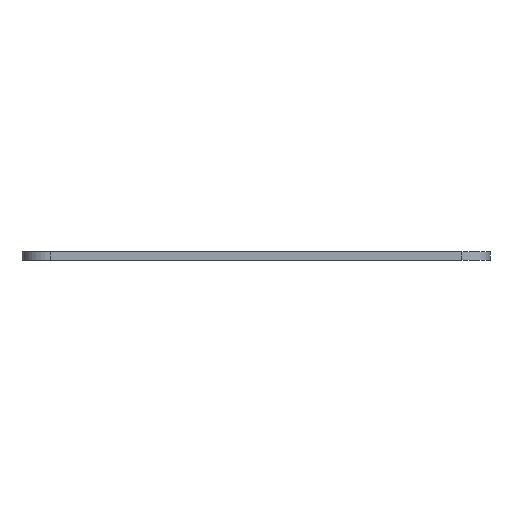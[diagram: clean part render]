
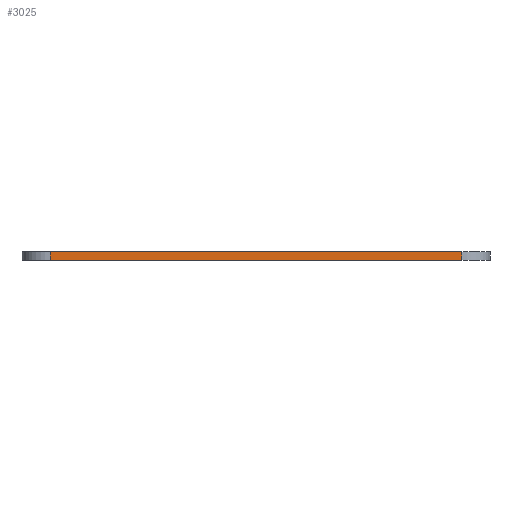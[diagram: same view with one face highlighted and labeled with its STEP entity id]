
A CAD part, left-side view. The second image highlights one B-rep face of the part: STEP entity #3025.
In plain terms, the highlighted planar face has unit normal (-1, 0, 0).
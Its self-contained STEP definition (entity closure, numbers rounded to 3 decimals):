
#148=PLANE('',#3223);
#251=FACE_OUTER_BOUND('',#412,.T.);
#412=EDGE_LOOP('',(#2280,#2281,#2282,#2283));
#642=LINE('',#4577,#899);
#643=LINE('',#4582,#900);
#644=LINE('',#4583,#901);
#645=LINE('',#4584,#902);
#899=VECTOR('',#3568,10.);
#900=VECTOR('',#3573,10.);
#901=VECTOR('',#3574,10.);
#902=VECTOR('',#3575,10.);
#1329=VERTEX_POINT('',#4574);
#1330=VERTEX_POINT('',#4576);
#1331=VERTEX_POINT('',#4580);
#1332=VERTEX_POINT('',#4581);
#1701=EDGE_CURVE('',#1329,#1330,#642,.T.);
#1703=EDGE_CURVE('',#1331,#1332,#643,.T.);
#1704=EDGE_CURVE('',#1331,#1330,#644,.T.);
#1705=EDGE_CURVE('',#1332,#1329,#645,.T.);
#2280=ORIENTED_EDGE('',*,*,#1703,.F.);
#2281=ORIENTED_EDGE('',*,*,#1704,.T.);
#2282=ORIENTED_EDGE('',*,*,#1701,.F.);
#2283=ORIENTED_EDGE('',*,*,#1705,.F.);
#3025=ADVANCED_FACE('',(#251),#148,.T.);
#3223=AXIS2_PLACEMENT_3D('',#4579,#3571,#3572);
#3568=DIRECTION('',(0.,0.,-1.));
#3571=DIRECTION('center_axis',(-1.,0.,0.));
#3572=DIRECTION('ref_axis',(0.,-1.,0.));
#3573=DIRECTION('',(0.,0.,1.));
#3574=DIRECTION('',(0.,-1.,0.));
#3575=DIRECTION('',(0.,-1.,0.));
#4574=CARTESIAN_POINT('',(-13.8,-45.375,1.5));
#4576=CARTESIAN_POINT('',(-13.8,-45.375,0.));
#4577=CARTESIAN_POINT('',(-13.8,-45.375,0.));
#4579=CARTESIAN_POINT('Origin',(-13.8,32.538,0.));
#4580=CARTESIAN_POINT('',(-13.8,27.538,0.));
#4581=CARTESIAN_POINT('',(-13.8,27.538,1.5));
#4582=CARTESIAN_POINT('',(-13.8,27.538,0.));
#4583=CARTESIAN_POINT('',(-13.8,32.538,0.));
#4584=CARTESIAN_POINT('',(-13.8,32.538,1.5));
